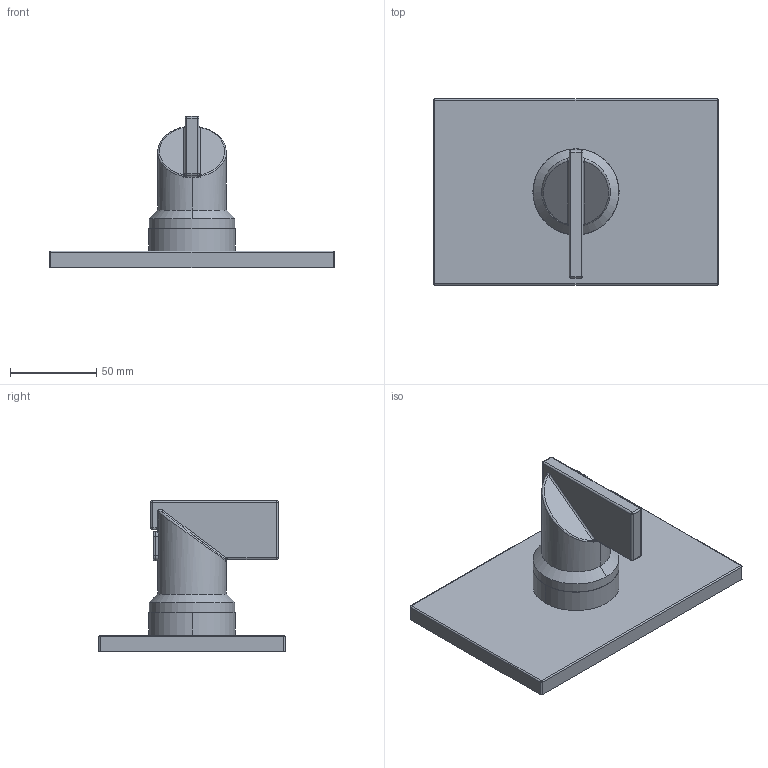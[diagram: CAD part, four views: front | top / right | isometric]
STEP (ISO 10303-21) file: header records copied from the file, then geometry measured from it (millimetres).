
FILE_DESCRIPTION((''),'2;1');
FILE_NAME('3-2544TS','2020-12-04T11:46:09',('jinson.thomas'),(''),'CREO PARAMETRIC BY PTC INC, 2018400','CREO PARAMETRIC BY PTC INC, 2018400','');
FILE_SCHEMA(('CONFIG_CONTROL_DESIGN'));
Length unit declared in the file: inch
Products named in the file (1): 3-2544TS
Bounding box: 165.1 x 107.95 x 87.6 mm (x, y, z)
Volume: 272742.5 mm3; surface area: 52932 mm2
Topology: 1 solids, 1 shells, 101 faces, 223 edges, 125 vertices
Faces by surface type: cylinder 43, plane 21, bspline 16, sphere 13, torus 6, cone 2
Entity records: 3941 total; most frequent: CARTESIAN_POINT 1784, ORIENTED_EDGE 444, DIRECTION 441, EDGE_CURVE 222, AXIS2_PLACEMENT_3D 178, VERTEX_POINT 125, EDGE_LOOP 103, FACE_OUTER_BOUND 101
